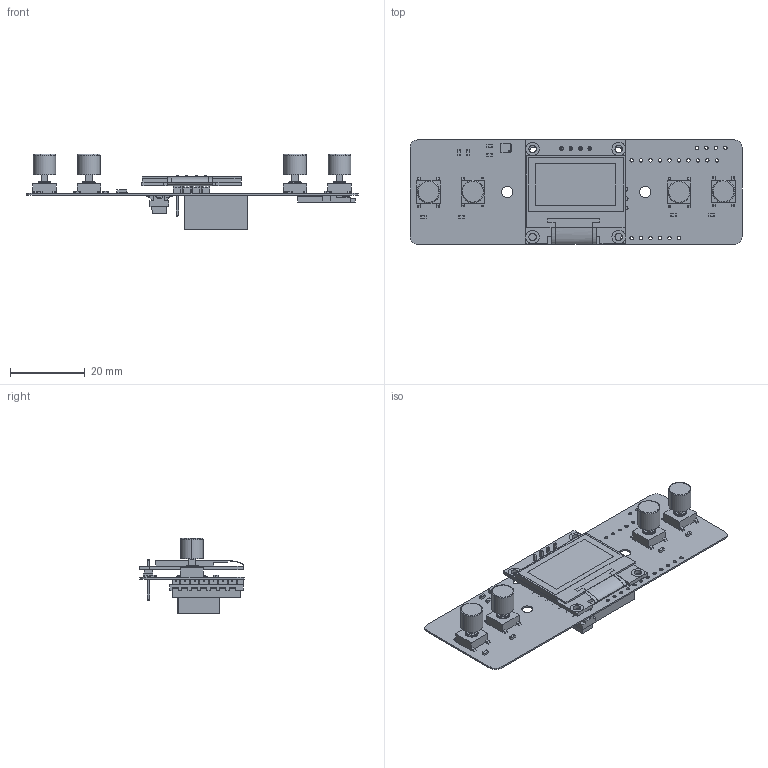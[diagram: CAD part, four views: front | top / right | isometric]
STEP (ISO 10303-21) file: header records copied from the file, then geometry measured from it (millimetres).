
FILE_DESCRIPTION(('Open CASCADE Model'),'2;1');
FILE_NAME('Open CASCADE Shape Model','2018-11-23T16:10:26',('Author'),( 'Open CASCADE'),'Open CASCADE STEP processor 6.8','Open CASCADE 6.8' ,'Unknown');
FILE_SCHEMA(('AUTOMOTIVE_DESIGN { 1 0 10303 214 1 1 1 1 }'));
Length unit declared in the file: millimetre
Products named in the file (46): PCB; Board; B1; 33421; User_Library-omron_b3fs1050_RGB32768; B2; B3; B4; C3; 6951883136; Extruded; 6951882944; J1; 7559412032; Open_CASCADE_STEP_translator_6.8_2.1; Body; Open_CASCADE_STEP_translator_6.8_2.2.1; Thermal_Shape; Pin_Shape; Open_CASCADE_STEP_translator_6.8_2.4.1; J2; User_Library-128x64I2COLEDDisplayAdafruit; P1; c-1-2178711-4-a-3d_RGB255; R1; 7559129280; 7559129088; R2; 7559128896; 7559128704; R3; R4; R5; R6; R7; U1; 7559129472; U3; DM3CS-SF; SW3dPS-microsd_card
Assembly tree (76 placements, depth 5):
  PCB
    Board
    B1
      33421
      User_Library-omron_b3fs1050_RGB32768
    B2
      User_Library-omron_b3fs1050_RGB32768
      33421
    B3
      33421
      User_Library-omron_b3fs1050_RGB32768
    B4
      User_Library-omron_b3fs1050_RGB32768
      33421
    C3
      6951883136  x2
        Extruded
      6951882944
        Extruded
    J1
      7559412032
        Open_CASCADE_STEP_translator_6.8_2.1
        Body
          Open_CASCADE_STEP_translator_6.8_2.2.1
        Thermal_Shape
        Pin_Shape  x8
          Open_CASCADE_STEP_translator_6.8_2.4.1
    J2
      User_Library-128x64I2COLEDDisplayAdafruit
    P1
      c-1-2178711-4-a-3d_RGB255
    R1
      7559129280
        Extruded
      7559129088  x2
        Extruded
    R2
      7559128896
        Extruded
      7559128704  x2
        Extruded
    R3
      7559128896
        Extruded
      7559128704  x2
        Extruded
    R4
      7559129280
        Extruded
      7559129088  x2
        Extruded
    R5
      7559129280
        Extruded
      7559129088  x2
        Extruded
    R6
      7559129280
        Extruded
      7559129088  x2
Bounding box: 89 x 28.01 x 20.21 mm (x, y, z)
Volume: 5824.7 mm3; surface area: 11741.5 mm2
Topology: 51 solids, 52 shells, 2525 faces, 6875 edges, 4522 vertices
Faces by surface type: plane 1910, cylinder 574, bspline 38, extrusion 2, cone 1
Full cylindrical faces by diameter (mm): 0.325 x1, 0.9 x36, 1 x3, 3 x2
Entity records: 79312 total; most frequent: CARTESIAN_POINT 12902, ORIENTED_EDGE 11525, DIRECTION 10793, EDGE_CURVE 5763, VECTOR 4781, LINE 4779, VERTEX_POINT 3812, AXIS2_PLACEMENT_3D 3006
